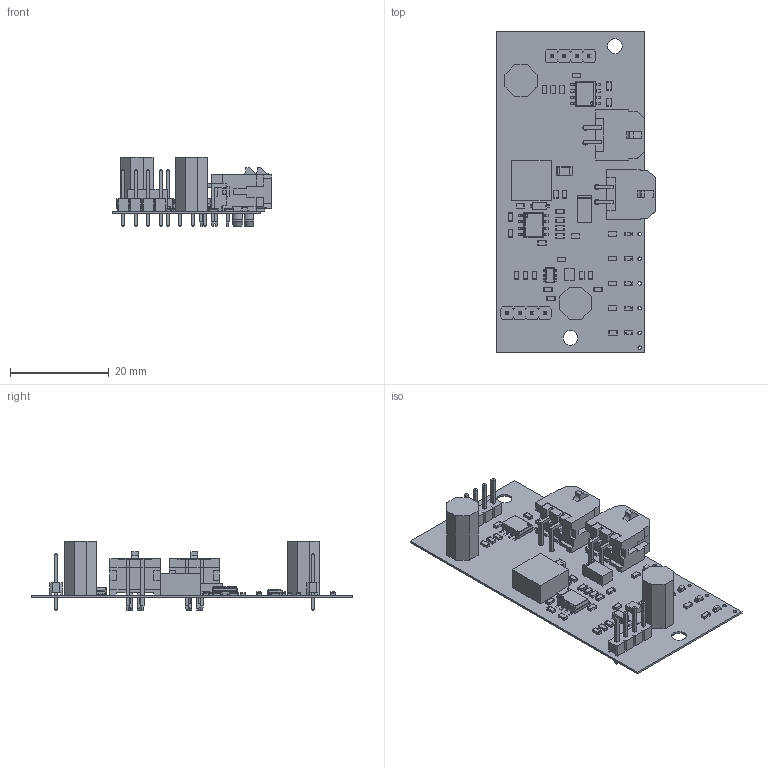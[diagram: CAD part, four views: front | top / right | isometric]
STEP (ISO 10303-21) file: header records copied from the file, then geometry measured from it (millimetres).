
FILE_DESCRIPTION(('Open CASCADE Model'),'2;1');
FILE_NAME('Open CASCADE Shape Model','2020-02-16T16:05:16',('Author'),( 'Open CASCADE'),'Open CASCADE STEP processor 6.8','Open CASCADE 6.8' ,'Unknown');
FILE_SCHEMA(('AUTOMOTIVE_DESIGN { 1 0 10303 214 1 1 1 1 }'));
Length unit declared in the file: millimetre
Products named in the file (113): PCB; Board; Open CASCADE STEP translator 6.8 2.1.1; MH4; MH3; J4; 430450400; Open CASCADE STEP translator 6.8 2.4.1.1; Open CASCADE STEP translator 6.8 2.4.1.2; U1; 7589848992; Open_CASCADE_STEP_translator_6.8_10.1; Body; Open_CASCADE_STEP_translator_6.8_10.2.1; Leader; R12; 6099536128; Mid_Body; Terminal; Open_CASCADE_STEP_translator_6.8_23.2.1; Mark; R9; 6099546368; R8; R7; R6; R5; 6099543248; R4; 6099543488; R3; R2; 6099548128; R1; L1; 7641028768; Extruded; J3; D7; LTST-C190KRKT--3DModel-STEP-56544 ...
Assembly tree (172 placements, depth 5):
  PCB
    Board
      Open CASCADE STEP translator 6.8 2.1.1
    MH4
    MH3
    J4
      430450400
        Open CASCADE STEP translator 6.8 2.4.1.1
        Open CASCADE STEP translator 6.8 2.4.1.2
    U1
      7589848992
        Open_CASCADE_STEP_translator_6.8_10.1
        Body
          Open_CASCADE_STEP_translator_6.8_10.2.1
        Leader  x8
    R12
      6099536128
        Mid_Body
        Terminal  x2
          Open_CASCADE_STEP_translator_6.8_23.2.1
        Mark
    R9
      6099546368
        Mid_Body
        Terminal  x2
          Open_CASCADE_STEP_translator_6.8_23.2.1
        Mark
    R8
      6099546368
        Mid_Body
        Terminal  x2
          Open_CASCADE_STEP_translator_6.8_23.2.1
        Mark
    R7
      6099546368
        Mid_Body
        Terminal  x2
          Open_CASCADE_STEP_translator_6.8_23.2.1
        Mark
    R6
      6099546368
        Mid_Body
        Terminal  x2
          Open_CASCADE_STEP_translator_6.8_23.2.1
        Mark
    R5
      6099543248
        Mid_Body
        Terminal  x2
          Open_CASCADE_STEP_translator_6.8_23.2.1
        Mark
    R4
      6099543488
        Mid_Body
        Terminal  x2
          Open_CASCADE_STEP_translator_6.8_23.2.1
        Mark
    R3
      6099543488
        Mid_Body
Bounding box: 32.25 x 65 x 14.12 mm (x, y, z)
Volume: 3022.6 mm3; surface area: 7988.3 mm2
Topology: 190 solids, 192 shells, 2988 faces, 7036 edges, 4444 vertices
Faces by surface type: plane 2628, cylinder 292, sphere 36, bspline 24, cone 4, torus 4
Full cylindrical faces by diameter (mm): 0.142 x1, 0.5 x2, 0.7 x6, 1.02 x8, 1.1 x8, 2.997 x4, 3 x2
Entity records: 32237 total; most frequent: CARTESIAN_POINT 7094, DIRECTION 4583, ORIENTED_EDGE 4428, EDGE_CURVE 2215, LINE 1847, VECTOR 1847, AXIS2_PLACEMENT_3D 1368, VERTEX_POINT 1363
